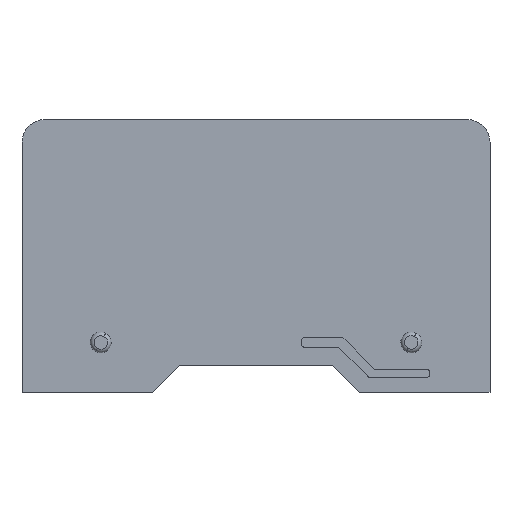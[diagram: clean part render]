
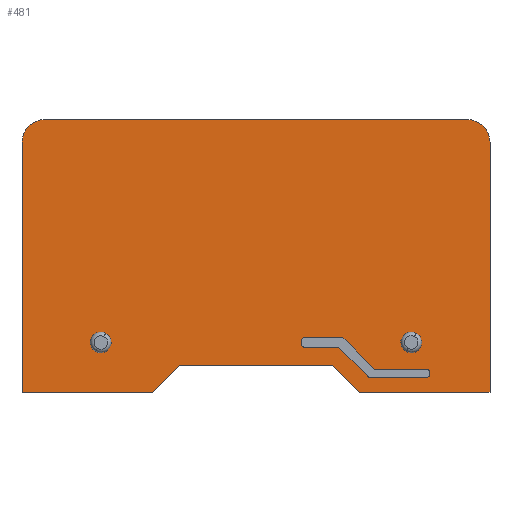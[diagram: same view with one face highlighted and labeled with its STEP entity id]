
A CAD part, left-side view. The second image highlights one B-rep face of the part: STEP entity #481.
In plain terms, the highlighted planar face has unit normal (-1, 0, 0).
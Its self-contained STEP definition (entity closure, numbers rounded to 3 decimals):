
#120=AXIS2_PLACEMENT_3D('Circle Axis2P3D',#118,#119,$) ;
#139=AXIS2_PLACEMENT_3D('Circle Axis2P3D',#137,#138,$) ;
#230=AXIS2_PLACEMENT_3D('Circle Axis2P3D',#228,#229,$) ;
#249=AXIS2_PLACEMENT_3D('Circle Axis2P3D',#247,#248,$) ;
#267=AXIS2_PLACEMENT_3D('Plane Axis2P3D',#264,#265,#266) ;
#301=AXIS2_PLACEMENT_3D('Circle Axis2P3D',#299,#300,$) ;
#315=AXIS2_PLACEMENT_3D('Circle Axis2P3D',#313,#314,$) ;
#362=AXIS2_PLACEMENT_3D('Circle Axis2P3D',#360,#361,$) ;
#376=AXIS2_PLACEMENT_3D('Circle Axis2P3D',#374,#375,$) ;
#390=AXIS2_PLACEMENT_3D('Circle Axis2P3D',#388,#389,$) ;
#411=AXIS2_PLACEMENT_3D('Circle Axis2P3D',#409,#410,$) ;
#425=AXIS2_PLACEMENT_3D('Circle Axis2P3D',#423,#424,$) ;
#439=AXIS2_PLACEMENT_3D('Circle Axis2P3D',#437,#438,$) ;
#453=AXIS2_PLACEMENT_3D('Circle Axis2P3D',#451,#452,$) ;
#115=CARTESIAN_POINT('Vertex',(3.3,43.753,4.629)) ;
#118=CARTESIAN_POINT('Axis2P3D Location',(3.3,43.25,5.55)) ;
#122=CARTESIAN_POINT('Vertex',(3.3,42.747,6.471)) ;
#137=CARTESIAN_POINT('Axis2P3D Location',(3.3,43.25,5.55)) ;
#225=CARTESIAN_POINT('Vertex',(3.3,9.253,4.629)) ;
#228=CARTESIAN_POINT('Axis2P3D Location',(3.3,8.75,5.55)) ;
#232=CARTESIAN_POINT('Vertex',(3.3,8.247,6.471)) ;
#247=CARTESIAN_POINT('Axis2P3D Location',(3.3,8.75,5.55)) ;
#264=CARTESIAN_POINT('Axis2P3D Location',(3.3,26.,0.)) ;
#269=CARTESIAN_POINT('Line Origine',(3.3,26.,3.)) ;
#273=CARTESIAN_POINT('Vertex',(3.3,34.5,3.)) ;
#275=CARTESIAN_POINT('Vertex',(3.3,17.5,3.)) ;
#278=CARTESIAN_POINT('Line Origine',(3.3,16.,1.5)) ;
#282=CARTESIAN_POINT('Vertex',(3.3,14.5,0.)) ;
#285=CARTESIAN_POINT('Line Origine',(3.3,7.25,0.)) ;
#289=CARTESIAN_POINT('Vertex',(3.3,0.,0.)) ;
#292=CARTESIAN_POINT('Line Origine',(3.3,0.,13.9)) ;
#296=CARTESIAN_POINT('Vertex',(3.3,0.,27.8)) ;
#299=CARTESIAN_POINT('Axis2P3D Location',(3.3,2.5,27.8)) ;
#303=CARTESIAN_POINT('Vertex',(3.3,2.5,30.3)) ;
#306=CARTESIAN_POINT('Line Origine',(3.3,26.,30.3)) ;
#310=CARTESIAN_POINT('Vertex',(3.3,49.5,30.3)) ;
#313=CARTESIAN_POINT('Axis2P3D Location',(3.3,49.5,27.8)) ;
#317=CARTESIAN_POINT('Vertex',(3.3,52.,27.8)) ;
#320=CARTESIAN_POINT('Line Origine',(3.3,52.,13.9)) ;
#324=CARTESIAN_POINT('Vertex',(3.3,52.,0.)) ;
#327=CARTESIAN_POINT('Line Origine',(3.3,44.75,0.)) ;
#331=CARTESIAN_POINT('Vertex',(3.3,37.5,0.)) ;
#334=CARTESIAN_POINT('Line Origine',(3.3,36.,1.5)) ;
#351=CARTESIAN_POINT('Line Origine',(3.3,18.821,5.)) ;
#355=CARTESIAN_POINT('Vertex',(3.3,20.61,5.)) ;
#357=CARTESIAN_POINT('Vertex',(3.3,17.032,5.)) ;
#360=CARTESIAN_POINT('Axis2P3D Location',(3.3,20.61,5.3)) ;
#364=CARTESIAN_POINT('Vertex',(3.3,20.91,5.3)) ;
#367=CARTESIAN_POINT('Line Origine',(3.3,20.91,5.55)) ;
#371=CARTESIAN_POINT('Vertex',(3.3,20.91,5.8)) ;
#374=CARTESIAN_POINT('Axis2P3D Location',(3.3,20.61,5.8)) ;
#378=CARTESIAN_POINT('Vertex',(3.3,20.61,6.1)) ;
#381=CARTESIAN_POINT('Line Origine',(3.3,18.593,6.1)) ;
#385=CARTESIAN_POINT('Vertex',(3.3,16.576,6.1)) ;
#388=CARTESIAN_POINT('Axis2P3D Location',(3.3,16.576,5.6)) ;
#392=CARTESIAN_POINT('Vertex',(3.3,16.222,5.954)) ;
#395=CARTESIAN_POINT('Line Origine',(3.3,14.521,4.252)) ;
#399=CARTESIAN_POINT('Vertex',(3.3,12.819,2.55)) ;
#402=CARTESIAN_POINT('Line Origine',(3.3,9.911,2.55)) ;
#406=CARTESIAN_POINT('Vertex',(3.3,7.003,2.55)) ;
#409=CARTESIAN_POINT('Axis2P3D Location',(3.3,7.003,2.25)) ;
#413=CARTESIAN_POINT('Vertex',(3.3,6.703,2.25)) ;
#416=CARTESIAN_POINT('Line Origine',(3.3,6.703,2.115)) ;
#420=CARTESIAN_POINT('Vertex',(3.3,6.703,1.98)) ;
#423=CARTESIAN_POINT('Axis2P3D Location',(3.3,7.003,1.98)) ;
#427=CARTESIAN_POINT('Vertex',(3.3,7.003,1.68)) ;
#430=CARTESIAN_POINT('Line Origine',(3.3,10.15,1.68)) ;
#434=CARTESIAN_POINT('Vertex',(3.3,13.297,1.68)) ;
#437=CARTESIAN_POINT('Axis2P3D Location',(3.3,13.297,2.18)) ;
#441=CARTESIAN_POINT('Vertex',(3.3,13.651,1.826)) ;
#444=CARTESIAN_POINT('Line Origine',(3.3,15.164,3.34)) ;
#448=CARTESIAN_POINT('Vertex',(3.3,16.678,4.854)) ;
#451=CARTESIAN_POINT('Axis2P3D Location',(3.3,17.032,4.5)) ;
#119=DIRECTION('Axis2P3D Direction',(-1.,0.,0.)) ;
#138=DIRECTION('Axis2P3D Direction',(-1.,0.,0.)) ;
#229=DIRECTION('Axis2P3D Direction',(-1.,0.,0.)) ;
#248=DIRECTION('Axis2P3D Direction',(-1.,0.,0.)) ;
#265=DIRECTION('Axis2P3D Direction',(-1.,0.,0.)) ;
#266=DIRECTION('Axis2P3D XDirection',(0.,-1.,0.)) ;
#270=DIRECTION('Vector Direction',(0.,1.,0.)) ;
#279=DIRECTION('Vector Direction',(0.,0.707,0.707)) ;
#286=DIRECTION('Vector Direction',(0.,1.,0.)) ;
#293=DIRECTION('Vector Direction',(0.,0.,-1.)) ;
#300=DIRECTION('Axis2P3D Direction',(-1.,0.,0.)) ;
#307=DIRECTION('Vector Direction',(0.,-1.,0.)) ;
#314=DIRECTION('Axis2P3D Direction',(-1.,0.,0.)) ;
#321=DIRECTION('Vector Direction',(0.,0.,-1.)) ;
#328=DIRECTION('Vector Direction',(0.,-1.,0.)) ;
#335=DIRECTION('Vector Direction',(0.,0.707,-0.707)) ;
#352=DIRECTION('Vector Direction',(0.,1.,0.)) ;
#361=DIRECTION('Axis2P3D Direction',(-1.,0.,0.)) ;
#368=DIRECTION('Vector Direction',(0.,0.,-1.)) ;
#375=DIRECTION('Axis2P3D Direction',(-1.,0.,0.)) ;
#382=DIRECTION('Vector Direction',(0.,1.,0.)) ;
#389=DIRECTION('Axis2P3D Direction',(-1.,0.,0.)) ;
#396=DIRECTION('Vector Direction',(0.,-0.707,-0.707)) ;
#403=DIRECTION('Vector Direction',(0.,1.,0.)) ;
#410=DIRECTION('Axis2P3D Direction',(-1.,0.,0.)) ;
#417=DIRECTION('Vector Direction',(0.,0.,-1.)) ;
#424=DIRECTION('Axis2P3D Direction',(-1.,0.,0.)) ;
#431=DIRECTION('Vector Direction',(0.,1.,0.)) ;
#438=DIRECTION('Axis2P3D Direction',(-1.,0.,0.)) ;
#445=DIRECTION('Vector Direction',(0.,-0.707,-0.707)) ;
#452=DIRECTION('Axis2P3D Direction',(-1.,0.,0.)) ;
#271=VECTOR('Line Direction',#270,1.) ;
#280=VECTOR('Line Direction',#279,1.) ;
#287=VECTOR('Line Direction',#286,1.) ;
#294=VECTOR('Line Direction',#293,1.) ;
#308=VECTOR('Line Direction',#307,1.) ;
#322=VECTOR('Line Direction',#321,1.) ;
#329=VECTOR('Line Direction',#328,1.) ;
#336=VECTOR('Line Direction',#335,1.) ;
#353=VECTOR('Line Direction',#352,1.) ;
#369=VECTOR('Line Direction',#368,1.) ;
#383=VECTOR('Line Direction',#382,1.) ;
#397=VECTOR('Line Direction',#396,1.) ;
#404=VECTOR('Line Direction',#403,1.) ;
#418=VECTOR('Line Direction',#417,1.) ;
#432=VECTOR('Line Direction',#431,1.) ;
#446=VECTOR('Line Direction',#445,1.) ;
#340=ORIENTED_EDGE('',*,*,#277,.T.) ;
#341=ORIENTED_EDGE('',*,*,#284,.T.) ;
#342=ORIENTED_EDGE('',*,*,#291,.T.) ;
#343=ORIENTED_EDGE('',*,*,#298,.T.) ;
#344=ORIENTED_EDGE('',*,*,#305,.T.) ;
#345=ORIENTED_EDGE('',*,*,#312,.T.) ;
#346=ORIENTED_EDGE('',*,*,#319,.T.) ;
#347=ORIENTED_EDGE('',*,*,#326,.T.) ;
#348=ORIENTED_EDGE('',*,*,#333,.T.) ;
#349=ORIENTED_EDGE('',*,*,#338,.T.) ;
#457=ORIENTED_EDGE('',*,*,#359,.F.) ;
#458=ORIENTED_EDGE('',*,*,#366,.F.) ;
#459=ORIENTED_EDGE('',*,*,#373,.F.) ;
#460=ORIENTED_EDGE('',*,*,#380,.F.) ;
#461=ORIENTED_EDGE('',*,*,#387,.F.) ;
#462=ORIENTED_EDGE('',*,*,#394,.F.) ;
#463=ORIENTED_EDGE('',*,*,#401,.F.) ;
#464=ORIENTED_EDGE('',*,*,#408,.F.) ;
#465=ORIENTED_EDGE('',*,*,#415,.F.) ;
#466=ORIENTED_EDGE('',*,*,#422,.F.) ;
#467=ORIENTED_EDGE('',*,*,#429,.F.) ;
#468=ORIENTED_EDGE('',*,*,#436,.F.) ;
#469=ORIENTED_EDGE('',*,*,#443,.F.) ;
#470=ORIENTED_EDGE('',*,*,#450,.F.) ;
#471=ORIENTED_EDGE('',*,*,#455,.F.) ;
#474=ORIENTED_EDGE('',*,*,#141,.T.) ;
#475=ORIENTED_EDGE('',*,*,#124,.T.) ;
#478=ORIENTED_EDGE('',*,*,#251,.T.) ;
#479=ORIENTED_EDGE('',*,*,#234,.T.) ;
#472=FACE_BOUND('',#456,.T.) ;
#476=FACE_BOUND('',#473,.T.) ;
#480=FACE_BOUND('',#477,.T.) ;
#481=ADVANCED_FACE('V1',(#350,#472,#476,#480),#268,.T.) ;
#121=CIRCLE('generated circle',#120,1.05) ;
#140=CIRCLE('generated circle',#139,1.05) ;
#231=CIRCLE('generated circle',#230,1.05) ;
#250=CIRCLE('generated circle',#249,1.05) ;
#302=CIRCLE('generated circle',#301,2.5) ;
#316=CIRCLE('generated circle',#315,2.5) ;
#363=CIRCLE('generated circle',#362,0.3) ;
#377=CIRCLE('generated circle',#376,0.3) ;
#391=CIRCLE('generated circle',#390,0.5) ;
#412=CIRCLE('generated circle',#411,0.3) ;
#426=CIRCLE('generated circle',#425,0.3) ;
#440=CIRCLE('generated circle',#439,0.5) ;
#454=CIRCLE('generated circle',#453,0.5) ;
#124=EDGE_CURVE('',#123,#116,#121,.F.) ;
#141=EDGE_CURVE('',#116,#123,#140,.F.) ;
#234=EDGE_CURVE('',#233,#226,#231,.F.) ;
#251=EDGE_CURVE('',#226,#233,#250,.F.) ;
#277=EDGE_CURVE('',#274,#276,#272,.F.) ;
#284=EDGE_CURVE('',#276,#283,#281,.F.) ;
#291=EDGE_CURVE('',#283,#290,#288,.F.) ;
#298=EDGE_CURVE('',#290,#297,#295,.F.) ;
#305=EDGE_CURVE('',#297,#304,#302,.T.) ;
#312=EDGE_CURVE('',#304,#311,#309,.F.) ;
#319=EDGE_CURVE('',#311,#318,#316,.T.) ;
#326=EDGE_CURVE('',#318,#325,#323,.T.) ;
#333=EDGE_CURVE('',#325,#332,#330,.T.) ;
#338=EDGE_CURVE('',#332,#274,#337,.F.) ;
#359=EDGE_CURVE('',#356,#358,#354,.F.) ;
#366=EDGE_CURVE('',#365,#356,#363,.T.) ;
#373=EDGE_CURVE('',#372,#365,#370,.T.) ;
#380=EDGE_CURVE('',#379,#372,#377,.T.) ;
#387=EDGE_CURVE('',#386,#379,#384,.T.) ;
#394=EDGE_CURVE('',#393,#386,#391,.T.) ;
#401=EDGE_CURVE('',#400,#393,#398,.F.) ;
#408=EDGE_CURVE('',#407,#400,#405,.T.) ;
#415=EDGE_CURVE('',#414,#407,#412,.T.) ;
#422=EDGE_CURVE('',#421,#414,#419,.F.) ;
#429=EDGE_CURVE('',#428,#421,#426,.T.) ;
#436=EDGE_CURVE('',#435,#428,#433,.F.) ;
#443=EDGE_CURVE('',#442,#435,#440,.T.) ;
#450=EDGE_CURVE('',#449,#442,#447,.T.) ;
#455=EDGE_CURVE('',#358,#449,#454,.F.) ;
#339=EDGE_LOOP('',(#340,#341,#342,#343,#344,#345,#346,#347,#348,#349)) ;
#456=EDGE_LOOP('',(#457,#458,#459,#460,#461,#462,#463,#464,#465,#466,#467,#468,#469,#470,#471)) ;
#473=EDGE_LOOP('',(#474,#475)) ;
#477=EDGE_LOOP('',(#478,#479)) ;
#350=FACE_OUTER_BOUND('',#339,.T.) ;
#272=LINE('Line',#269,#271) ;
#281=LINE('Line',#278,#280) ;
#288=LINE('Line',#285,#287) ;
#295=LINE('Line',#292,#294) ;
#309=LINE('Line',#306,#308) ;
#323=LINE('Line',#320,#322) ;
#330=LINE('Line',#327,#329) ;
#337=LINE('Line',#334,#336) ;
#354=LINE('Line',#351,#353) ;
#370=LINE('Line',#367,#369) ;
#384=LINE('Line',#381,#383) ;
#398=LINE('Line',#395,#397) ;
#405=LINE('Line',#402,#404) ;
#419=LINE('Line',#416,#418) ;
#433=LINE('Line',#430,#432) ;
#447=LINE('Line',#444,#446) ;
#268=PLANE('',#267) ;
#116=VERTEX_POINT('',#115) ;
#123=VERTEX_POINT('',#122) ;
#226=VERTEX_POINT('',#225) ;
#233=VERTEX_POINT('',#232) ;
#274=VERTEX_POINT('',#273) ;
#276=VERTEX_POINT('',#275) ;
#283=VERTEX_POINT('',#282) ;
#290=VERTEX_POINT('',#289) ;
#297=VERTEX_POINT('',#296) ;
#304=VERTEX_POINT('',#303) ;
#311=VERTEX_POINT('',#310) ;
#318=VERTEX_POINT('',#317) ;
#325=VERTEX_POINT('',#324) ;
#332=VERTEX_POINT('',#331) ;
#356=VERTEX_POINT('',#355) ;
#358=VERTEX_POINT('',#357) ;
#365=VERTEX_POINT('',#364) ;
#372=VERTEX_POINT('',#371) ;
#379=VERTEX_POINT('',#378) ;
#386=VERTEX_POINT('',#385) ;
#393=VERTEX_POINT('',#392) ;
#400=VERTEX_POINT('',#399) ;
#407=VERTEX_POINT('',#406) ;
#414=VERTEX_POINT('',#413) ;
#421=VERTEX_POINT('',#420) ;
#428=VERTEX_POINT('',#427) ;
#435=VERTEX_POINT('',#434) ;
#442=VERTEX_POINT('',#441) ;
#449=VERTEX_POINT('',#448) ;
